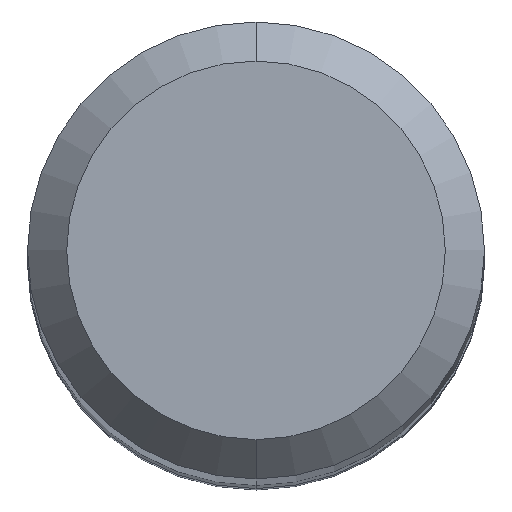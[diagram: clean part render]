
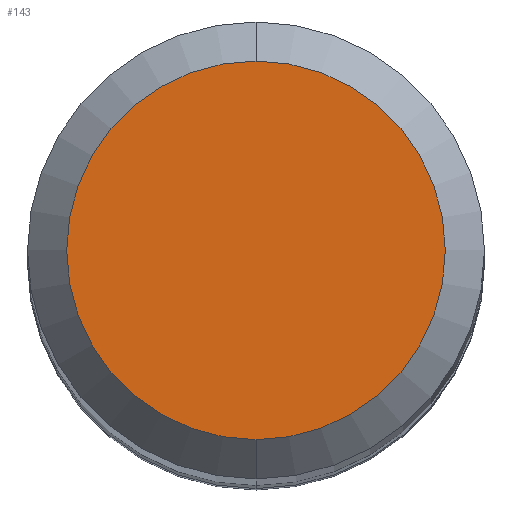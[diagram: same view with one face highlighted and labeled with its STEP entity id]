
A CAD part, top view. The second image highlights one B-rep face of the part: STEP entity #143.
In plain terms, the highlighted planar face has unit normal (0, 0, 1).
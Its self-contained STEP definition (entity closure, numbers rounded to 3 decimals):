
#143=ADVANCED_FACE('',(#374),#375,.T.);
#165=VERTEX_POINT('',#401);
#245=EDGE_CURVE('',#279,#165,#493,.T.);
#279=VERTEX_POINT('',#530);
#307=EDGE_CURVE('',#165,#279,#559,.T.);
#374=FACE_OUTER_BOUND('',#626,.T.);
#375=PLANE('',#627);
#401=CARTESIAN_POINT('',(0.0,1.45,0.0));
#493=CIRCLE('',#774,1.45);
#530=CARTESIAN_POINT('',(0.,-1.45,0.0));
#559=CIRCLE('',#865,1.45);
#626=EDGE_LOOP('',(#935,#936));
#627=AXIS2_PLACEMENT_3D('',#937,#938,#939);
#774=AXIS2_PLACEMENT_3D('',#1113,#1114,#1115);
#865=AXIS2_PLACEMENT_3D('',#1172,#1173,#1174);
#935=ORIENTED_EDGE('',*,*,#307,.F.);
#936=ORIENTED_EDGE('',*,*,#245,.F.);
#937=CARTESIAN_POINT('',(0.0,0.725,0.0));
#938=DIRECTION('',(-0.0,0.0,1.0));
#939=DIRECTION('',(0.0,-1.0,0.0));
#1113=CARTESIAN_POINT('',(0.0,0.0,0.0));
#1114=DIRECTION('',(0.0,0.0,-1.0));
#1115=DIRECTION('',(0.0,1.0,0.0));
#1172=CARTESIAN_POINT('',(0.0,0.0,0.0));
#1173=DIRECTION('',(0.0,0.0,-1.0));
#1174=DIRECTION('',(0.0,1.0,0.0));
